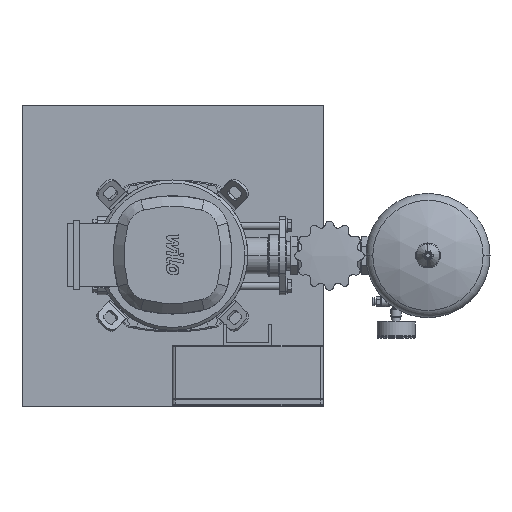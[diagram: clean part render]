
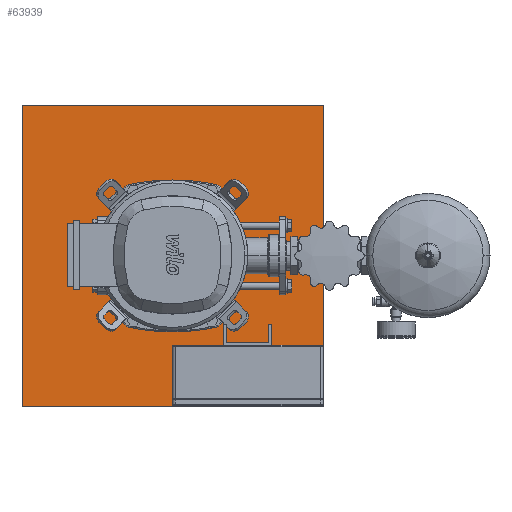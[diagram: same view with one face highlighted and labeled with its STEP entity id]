
A CAD part, top view. The second image highlights one B-rep face of the part: STEP entity #63939.
In plain terms, the highlighted planar face has unit normal (0, 0, 1).
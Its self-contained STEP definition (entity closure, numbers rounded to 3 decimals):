
#63900=CARTESIAN_POINT('',(-250.0,0.0,125.0));
#63901=DIRECTION('',(0.0,0.0,1.0));
#63902=DIRECTION('',(0.0,-1.0,0.0));
#63903=AXIS2_PLACEMENT_3D('',#63900,#63901,#63902);
#63904=PLANE('',#63903);
#63905=CARTESIAN_POINT('',(250.0,-250.0,125.));
#63906=VERTEX_POINT('',#63905);
#63907=CARTESIAN_POINT('',(250.0,250.0,125.));
#63908=VERTEX_POINT('',#63907);
#63909=CARTESIAN_POINT('',(250.0,-250.0,125.));
#63910=DIRECTION('',(0.0,1.0,0.0));
#63911=VECTOR('',#63910,500.0);
#63912=LINE('',#63909,#63911);
#63913=EDGE_CURVE('',#63906,#63908,#63912,.T.);
#63914=ORIENTED_EDGE('',*,*,#63913,.T.);
#63915=CARTESIAN_POINT('',(-250.0,250.0,125.));
#63916=VERTEX_POINT('',#63915);
#63917=CARTESIAN_POINT('',(-250.0,250.0,125.));
#63918=DIRECTION('',(1.0,0.0,0.0));
#63919=VECTOR('',#63918,500.0);
#63920=LINE('',#63917,#63919);
#63921=EDGE_CURVE('',#63916,#63908,#63920,.T.);
#63922=ORIENTED_EDGE('',*,*,#63921,.F.);
#63923=CARTESIAN_POINT('',(-250.0,-250.0,125.));
#63924=VERTEX_POINT('',#63923);
#63925=CARTESIAN_POINT('',(-250.0,250.0,125.));
#63926=DIRECTION('',(0.0,-1.0,0.0));
#63927=VECTOR('',#63926,500.0);
#63928=LINE('',#63925,#63927);
#63929=EDGE_CURVE('',#63916,#63924,#63928,.T.);
#63930=ORIENTED_EDGE('',*,*,#63929,.T.);
#63931=CARTESIAN_POINT('',(-250.0,-250.0,125.));
#63932=DIRECTION('',(1.0,0.0,0.0));
#63933=VECTOR('',#63932,500.0);
#63934=LINE('',#63931,#63933);
#63935=EDGE_CURVE('',#63924,#63906,#63934,.T.);
#63936=ORIENTED_EDGE('',*,*,#63935,.T.);
#63937=EDGE_LOOP('',(#63914,#63922,#63930,#63936));
#63938=FACE_OUTER_BOUND('',#63937,.T.);
#63939=ADVANCED_FACE('',(#63938),#63904,.T.);
